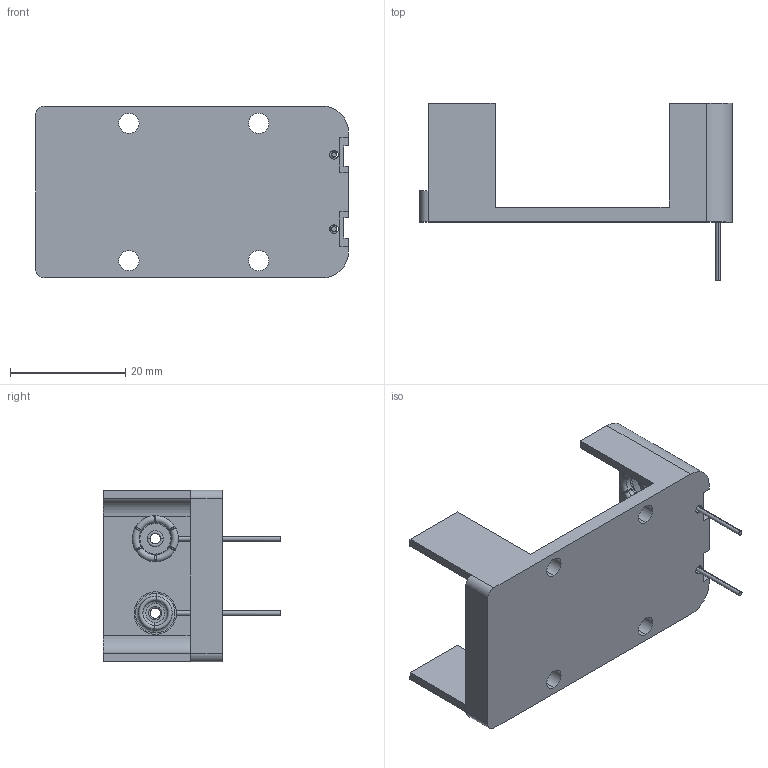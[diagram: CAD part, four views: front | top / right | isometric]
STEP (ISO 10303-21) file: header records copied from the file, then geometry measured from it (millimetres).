
FILE_DESCRIPTION (( 'STEP AP214' ), '1' );
FILE_NAME ('Battery-Holder-UM-9V-1 P.STEP', '2019-10-10T18:56:58', ( '' ), ( '' ), 'SwSTEP 2.0', 'SolidWorks 2019', '' );
FILE_SCHEMA (( 'AUTOMOTIVE_DESIGN' ));
Length unit declared in the file: millimetre
Products named in the file (5): PC-Pin; Battery_Holder; Negative-side; Battery-Holder-UM-9V-1 P; Positive-side
Assembly tree (5 placements, depth 2):
  Battery-Holder-UM-9V-1 P
    Battery_Holder
    Negative-side
    PC-Pin  x2
    Positive-side
Bounding box: 54.28 x 30.76 x 29.81 mm (x, y, z)
Volume: 5882.8 mm3; surface area: 7122.6 mm2
Topology: 5 solids, 5 shells, 181 faces, 472 edges, 298 vertices
Faces by surface type: plane 79, cylinder 64, torus 30, bspline 4, cone 4
Entity records: 6116 total; most frequent: CARTESIAN_POINT 1393, DIRECTION 1022, ORIENTED_EDGE 920, EDGE_CURVE 460, AXIS2_PLACEMENT_3D 387, VERTEX_POINT 290, VECTOR 248, LINE 248
